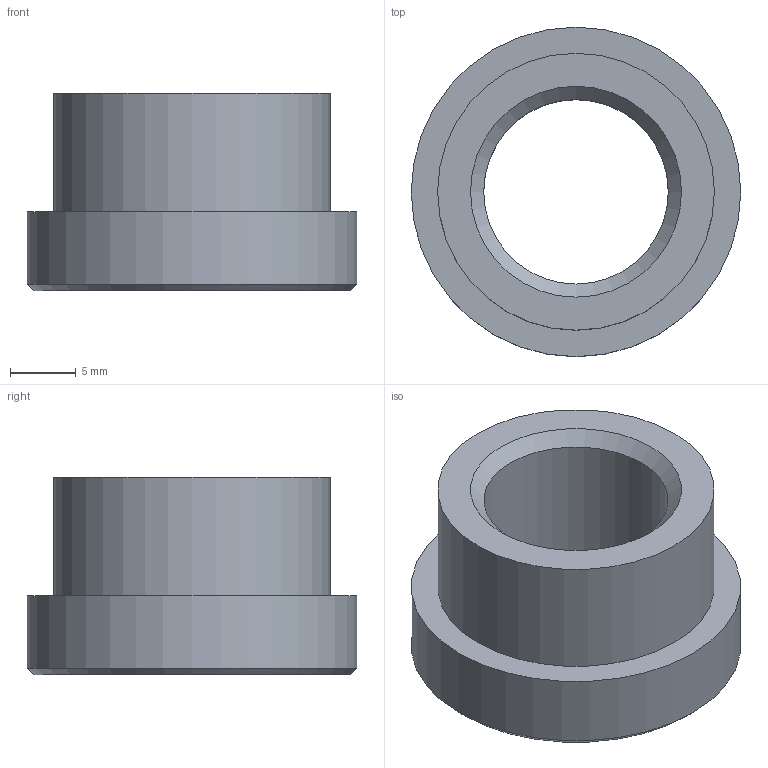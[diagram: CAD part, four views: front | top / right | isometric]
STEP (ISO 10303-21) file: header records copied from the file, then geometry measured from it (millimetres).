
FILE_DESCRIPTION (( 'STEP AP203' ), '1' );
FILE_NAME ('120-M16-GH.STEP', '2023-12-12T08:04:15', ( '' ), ( '' ), 'SwSTEP 2.0', 'SolidWorks 2018', '' );
FILE_SCHEMA (( 'CONFIG_CONTROL_DESIGN' ));
Length unit declared in the file: millimetre
Products named in the file (1): 120-M16-GH
Bounding box: 25 x 25 x 15 mm (x, y, z)
Volume: 3697.5 mm3; surface area: 2329.9 mm2
Topology: 1 solids, 1 shells, 268 faces, 721 edges, 480 vertices
Faces by surface type: plane 161, bspline 101, cylinder 3, cone 3
Full cylindrical faces by diameter (mm): 14 x1, 21 x1, 25 x1
Entity records: 13206 total; most frequent: CARTESIAN_POINT 7115, ORIENTED_EDGE 1428, DIRECTION 857, EDGE_CURVE 714, VECTOR 503, LINE 503, VERTEX_POINT 479, EDGE_LOOP 301
